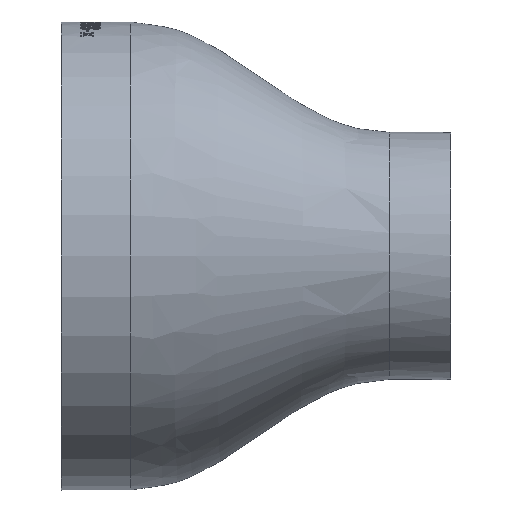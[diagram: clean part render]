
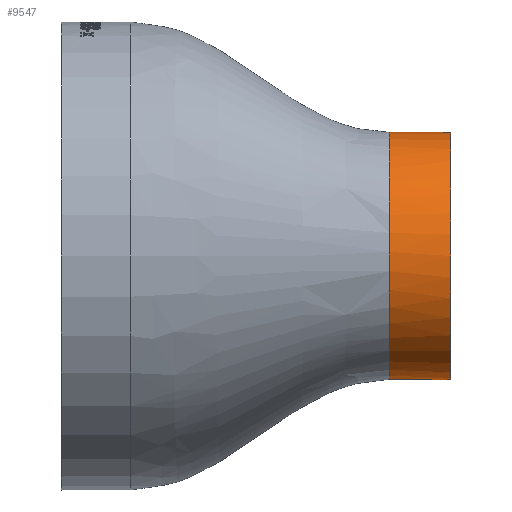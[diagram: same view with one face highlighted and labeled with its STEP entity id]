
A CAD part, front view. The second image highlights one B-rep face of the part: STEP entity #9547.
In plain terms, the highlighted cylindrical face has radius 44.45 mm (diameter 88.9 mm), a full revolution.
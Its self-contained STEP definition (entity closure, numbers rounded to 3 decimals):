
#773 = DIRECTION ( 'NONE',  ( 0., 0., 1. ) ) ;
#1651 = CARTESIAN_POINT ( 'NONE',  ( 118., -44.272, -44.294 ) ) ;
#1794 = CARTESIAN_POINT ( 'NONE',  ( 118., -60.918, 39.141 ) ) ;
#1942 = CARTESIAN_POINT ( 'NONE',  ( 118., -84.228, 0. ) ) ;
#2082 = CARTESIAN_POINT ( 'NONE',  ( 118., -26.457, 42.517 ) ) ;
#2225 = CARTESIAN_POINT ( 'NONE',  ( 118., -71.173, 31.473 ) ) ;
#3589 = CARTESIAN_POINT ( 'NONE',  ( 118., 4.75, 0. ) ) ;
#3783 = DIRECTION ( 'NONE',  ( 0., 0., 1. ) ) ;
#3881 = CARTESIAN_POINT ( 'NONE',  ( 118., -74.046, 28.312 ) ) ;
#4023 = CARTESIAN_POINT ( 'NONE',  ( 118., 4.75, 0. ) ) ;
#4026 = CARTESIAN_POINT ( 'NONE',  ( 118., -11.388, -34.346 ) ) ;
#4173 = CARTESIAN_POINT ( 'NONE',  ( 118., -68.012, -34.346 ) ) ;
#4313 = CARTESIAN_POINT ( 'NONE',  ( 118., 1.317, 17.328 ) ) ;
#5689 = AXIS2_PLACEMENT_3D ( 'NONE', #26595, #27050, #3783 ) ;
#6112 = CARTESIAN_POINT ( 'NONE',  ( 118., -78.841, -21.218 ) ) ;
#6188 = ORIENTED_EDGE ( 'NONE', *, *, #23865, .F. ) ;
#6253 = VERTEX_POINT ( 'NONE', #13284 ) ;
#6257 = CARTESIAN_POINT ( 'NONE',  ( 118., -0.559, -21.217 ) ) ;
#6408 = CARTESIAN_POINT ( 'NONE',  ( 118., -5.354, 28.312 ) ) ;
#6549 = CARTESIAN_POINT ( 'NONE',  ( 118., -8.227, 31.473 ) ) ;
#6696 = CARTESIAN_POINT ( 'NONE',  ( 118., -0.559, 21.217 ) ) ;
#6725 = ORIENTED_EDGE ( 'NONE', *, *, #22352, .T. ) ;
#6790 = B_SPLINE_CURVE_WITH_KNOTS ( 'NONE', 3,
 ( #3589, #12708, #21864, #24275, #28955, #20995, #6257, #15527, #18078, #22165, #4026, #20193, #22312, #24570, #13143, #24718, #19906, #13006, #1651, #15236, #8799, #10785, #20478, #17644, #4173, #29104, #22455, #11344, #6112, #15381, #13286, #29538, #13569, #1942, #24865, #8361, #24423, #11065, #26994, #17937, #3881, #2225, #8945, #8509, #1794, #29254, #22601, #17491, #8654, #26842, #29400, #10923, #2082, #20051, #17793, #27275, #27132, #6549, #6408, #15663, #6696, #4313, #13421, #22748, #15811, #11204, #26693 ),
 .UNSPECIFIED., .T., .F.,
 ( 4, 1, 1, 1, 1, 1, 1, 1, 1, 1, 1, 1, 1, 1, 1, 1, 1, 1, 1, 1, 1, 1, 1, 1, 1, 1, 1, 1, 1, 1, 1, 1, 1, 1, 1, 1, 1, 1, 1, 1, 1, 1, 1, 1, 1, 1, 1, 1, 1, 1, 1, 1, 1, 1, 1, 1, 1, 1, 1, 1, 1, 1, 1, 1, 4 ),
 ( 0., 0.016, 0.031, 0.047, 0.063, 0.078, 0.094, 0.109, 0.125, 0.141, 0.156, 0.172, 0.188, 0.203, 0.219, 0.234, 0.25, 0.266, 0.281, 0.297, 0.313, 0.328, 0.344, 0.359, 0.375, 0.391, 0.406, 0.422, 0.438, 0.453, 0.469, 0.484, 0.5, 0.516, 0.531, 0.547, 0.563, 0.578, 0.594, 0.609, 0.625, 0.641, 0.656, 0.672, 0.688, 0.703, 0.719, 0.734, 0.75, 0.766, 0.781, 0.797, 0.813, 0.828, 0.844, 0.859, 0.875, 0.891, 0.906, 0.922, 0.938, 0.953, 0.969, 0.984, 1. ),
 .UNSPECIFIED. ) ;
#8361 = CARTESIAN_POINT ( 'NONE',  ( 118., -83.317, 8.975 ) ) ;
#8509 = CARTESIAN_POINT ( 'NONE',  ( 118., -64.585, 36.91 ) ) ;
#8654 = CARTESIAN_POINT ( 'NONE',  ( 118., -44.272, 44.294 ) ) ;
#8799 = CARTESIAN_POINT ( 'NONE',  ( 118., -52.943, -42.517 ) ) ;
#8945 = CARTESIAN_POINT ( 'NONE',  ( 118., -68.012, 34.346 ) ) ;
#9547 = ADVANCED_FACE ( 'NONE', ( #23546, #12133 ), #19317, .T. ) ;
#10785 = CARTESIAN_POINT ( 'NONE',  ( 118., -57.027, -41.017 ) ) ;
#10923 = CARTESIAN_POINT ( 'NONE',  ( 118., -30.725, 43.617 ) ) ;
#11065 = CARTESIAN_POINT ( 'NONE',  ( 118., -80.717, 17.327 ) ) ;
#11204 = CARTESIAN_POINT ( 'NONE',  ( 118., 4.75, 1.533 ) ) ;
#11344 = CARTESIAN_POINT ( 'NONE',  ( 118., -76.61, -24.885 ) ) ;
#12133 = FACE_OUTER_BOUND ( 'NONE', #21773, .T. ) ;
#12708 = CARTESIAN_POINT ( 'NONE',  ( 118., 4.75, -1.533 ) ) ;
#13006 = CARTESIAN_POINT ( 'NONE',  ( 118., -39.7, -44.528 ) ) ;
#13143 = CARTESIAN_POINT ( 'NONE',  ( 118., -26.457, -42.517 ) ) ;
#13284 = CARTESIAN_POINT ( 'NONE',  ( 140., -39.7, 44.45 ) ) ;
#13286 = CARTESIAN_POINT ( 'NONE',  ( 118., -82.217, -13.243 ) ) ;
#13421 = CARTESIAN_POINT ( 'NONE',  ( 118., 2.817, 13.241 ) ) ;
#13569 = CARTESIAN_POINT ( 'NONE',  ( 118., -83.994, -4.572 ) ) ;
#15236 = CARTESIAN_POINT ( 'NONE',  ( 118., -48.675, -43.617 ) ) ;
#15381 = CARTESIAN_POINT ( 'NONE',  ( 118., -80.717, -17.327 ) ) ;
#15527 = CARTESIAN_POINT ( 'NONE',  ( 118., -2.79, -24.885 ) ) ;
#15663 = CARTESIAN_POINT ( 'NONE',  ( 118., -2.79, 24.885 ) ) ;
#15811 = CARTESIAN_POINT ( 'NONE',  ( 118., 4.594, 4.564 ) ) ;
#17491 = CARTESIAN_POINT ( 'NONE',  ( 118., -48.675, 43.617 ) ) ;
#17644 = CARTESIAN_POINT ( 'NONE',  ( 118., -64.585, -36.91 ) ) ;
#17785 = AXIS2_PLACEMENT_3D ( 'NONE', #21283, #28524, #773 ) ;
#17793 = CARTESIAN_POINT ( 'NONE',  ( 118., -18.482, 39.141 ) ) ;
#17937 = CARTESIAN_POINT ( 'NONE',  ( 118., -76.61, 24.885 ) ) ;
#18078 = CARTESIAN_POINT ( 'NONE',  ( 118., -5.354, -28.312 ) ) ;
#18126 = CIRCLE ( 'NONE', #5689, 44.45 ) ;
#19317 = CYLINDRICAL_SURFACE ( 'NONE', #17785, 44.45 ) ;
#19906 = CARTESIAN_POINT ( 'NONE',  ( 118., -35.128, -44.294 ) ) ;
#20051 = CARTESIAN_POINT ( 'NONE',  ( 118., -22.373, 41.017 ) ) ;
#20193 = CARTESIAN_POINT ( 'NONE',  ( 118., -14.815, -36.91 ) ) ;
#20478 = CARTESIAN_POINT ( 'NONE',  ( 118., -60.918, -39.141 ) ) ;
#20873 = EDGE_LOOP ( 'NONE', ( #6725 ) ) ;
#20995 = CARTESIAN_POINT ( 'NONE',  ( 118., 1.317, -17.328 ) ) ;
#21283 = CARTESIAN_POINT ( 'NONE',  ( 114.827, -39.7, 0. ) ) ;
#21773 = EDGE_LOOP ( 'NONE', ( #6188 ) ) ;
#21864 = CARTESIAN_POINT ( 'NONE',  ( 118., 4.594, -4.564 ) ) ;
#22165 = CARTESIAN_POINT ( 'NONE',  ( 118., -8.227, -31.473 ) ) ;
#22312 = CARTESIAN_POINT ( 'NONE',  ( 118., -18.482, -39.141 ) ) ;
#22352 = EDGE_CURVE ( 'NONE', #6253, #6253, #18126, .T. ) ;
#22455 = CARTESIAN_POINT ( 'NONE',  ( 118., -74.046, -28.312 ) ) ;
#22601 = CARTESIAN_POINT ( 'NONE',  ( 118., -52.943, 42.517 ) ) ;
#22748 = CARTESIAN_POINT ( 'NONE',  ( 118., 3.917, 8.979 ) ) ;
#23546 = FACE_OUTER_BOUND ( 'NONE', #20873, .T. ) ;
#23865 = EDGE_CURVE ( 'NONE', #24273, #24273, #6790, .T. ) ;
#24273 = VERTEX_POINT ( 'NONE', #4023 ) ;
#24275 = CARTESIAN_POINT ( 'NONE',  ( 118., 3.917, -8.979 ) ) ;
#24423 = CARTESIAN_POINT ( 'NONE',  ( 118., -82.217, 13.243 ) ) ;
#24570 = CARTESIAN_POINT ( 'NONE',  ( 118., -22.373, -41.017 ) ) ;
#24718 = CARTESIAN_POINT ( 'NONE',  ( 118., -30.725, -43.617 ) ) ;
#24865 = CARTESIAN_POINT ( 'NONE',  ( 118., -83.994, 4.572 ) ) ;
#26595 = CARTESIAN_POINT ( 'NONE',  ( 140., -39.7, 0. ) ) ;
#26693 = CARTESIAN_POINT ( 'NONE',  ( 118., 4.75, 0. ) ) ;
#26842 = CARTESIAN_POINT ( 'NONE',  ( 118., -39.7, 44.528 ) ) ;
#26994 = CARTESIAN_POINT ( 'NONE',  ( 118., -78.841, 21.218 ) ) ;
#27050 = DIRECTION ( 'NONE',  ( -1., 0., 0. ) ) ;
#27132 = CARTESIAN_POINT ( 'NONE',  ( 118., -11.388, 34.346 ) ) ;
#27275 = CARTESIAN_POINT ( 'NONE',  ( 118., -14.815, 36.91 ) ) ;
#28524 = DIRECTION ( 'NONE',  ( -1., 0., 0. ) ) ;
#28955 = CARTESIAN_POINT ( 'NONE',  ( 118., 2.817, -13.241 ) ) ;
#29104 = CARTESIAN_POINT ( 'NONE',  ( 118., -71.173, -31.473 ) ) ;
#29254 = CARTESIAN_POINT ( 'NONE',  ( 118., -57.027, 41.017 ) ) ;
#29400 = CARTESIAN_POINT ( 'NONE',  ( 118., -35.128, 44.294 ) ) ;
#29538 = CARTESIAN_POINT ( 'NONE',  ( 118., -83.317, -8.975 ) ) ;
